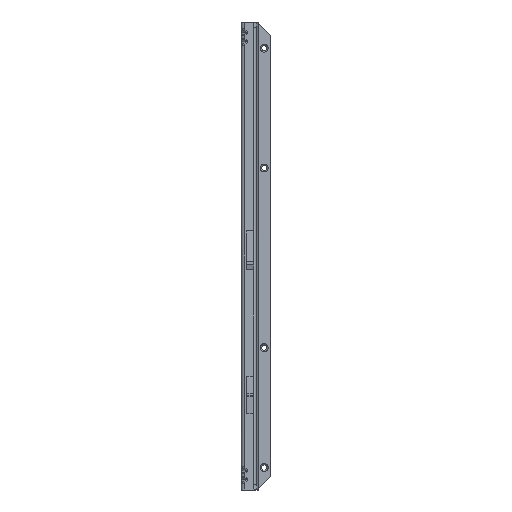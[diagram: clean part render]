
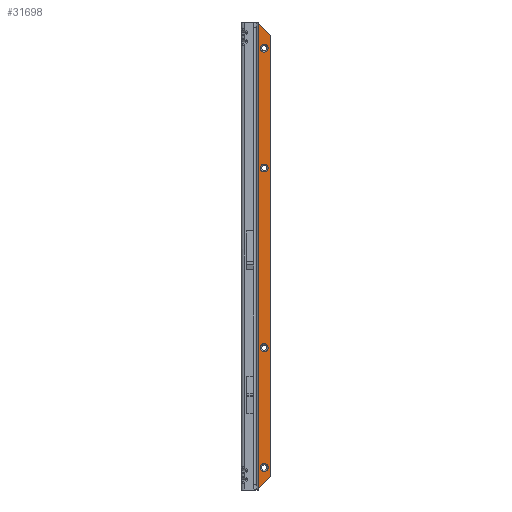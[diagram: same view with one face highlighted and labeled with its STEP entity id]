
A CAD part, front view. The second image highlights one B-rep face of the part: STEP entity #31698.
In plain terms, the highlighted planar face has unit normal (0, -1, 0).
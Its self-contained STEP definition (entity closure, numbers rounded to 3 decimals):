
#371 = CARTESIAN_POINT ( 'NONE',  ( 6.5, -1.5, -156. ) ) ;
#1266 = DIRECTION ( 'NONE',  ( -1., 0., 0. ) ) ;
#1835 = CARTESIAN_POINT ( 'NONE',  ( 6.5, -1.5, -28. ) ) ;
#2954 = DIRECTION ( 'NONE',  ( -0.707, 0., 0.707 ) ) ;
#3061 = VERTEX_POINT ( 'NONE', #54632 ) ;
#3818 = EDGE_CURVE ( 'NONE', #32370, #41966, #45091, .T. ) ;
#4568 = AXIS2_PLACEMENT_3D ( 'NONE', #1835, #18847, #1266 ) ;
#4784 = AXIS2_PLACEMENT_3D ( 'NONE', #34162, #55166, #8514 ) ;
#4878 = ORIENTED_EDGE ( 'NONE', *, *, #14889, .T. ) ;
#5604 = CARTESIAN_POINT ( 'NONE',  ( 6.5, -1.5, -348. ) ) ;
#6095 = DIRECTION ( 'NONE',  ( -1., 0., 0. ) ) ;
#6100 = AXIS2_PLACEMENT_3D ( 'NONE', #14483, #31515, #6095 ) ;
#8114 = LINE ( 'NONE', #25668, #49343 ) ;
#8394 = DIRECTION ( 'NONE',  ( 0., 1., 0. ) ) ;
#8464 = VERTEX_POINT ( 'NONE', #25432 ) ;
#8483 = EDGE_LOOP ( 'NONE', ( #51839, #19974 ) ) ;
#8514 = DIRECTION ( 'NONE',  ( -1., 0., 0. ) ) ;
#8646 = FACE_BOUND ( 'NONE', #47708, .T. ) ;
#8997 = CARTESIAN_POINT ( 'NONE',  ( 6.5, -1.5, -151.75 ) ) ;
#9150 = EDGE_CURVE ( 'NONE', #37874, #37351, #27502, .T. ) ;
#9389 = CARTESIAN_POINT ( 'NONE',  ( 6.5, -1.5, -23.75 ) ) ;
#9752 = VERTEX_POINT ( 'NONE', #9389 ) ;
#9970 = VECTOR ( 'NONE', #2954, 1000. ) ;
#11916 = EDGE_CURVE ( 'NONE', #14489, #9752, #25842, .T. ) ;
#13046 = EDGE_CURVE ( 'NONE', #9752, #14489, #31320, .T. ) ;
#13097 = FACE_BOUND ( 'NONE', #8483, .T. ) ;
#13210 = EDGE_CURVE ( 'NONE', #8464, #20945, #36650, .T. ) ;
#13235 = CARTESIAN_POINT ( 'NONE',  ( 0.5, -1.5, -498.742 ) ) ;
#14131 = EDGE_LOOP ( 'NONE', ( #4878, #24949 ) ) ;
#14483 = CARTESIAN_POINT ( 'NONE',  ( 6.5, -1.5, -476. ) ) ;
#14489 = VERTEX_POINT ( 'NONE', #28470 ) ;
#14889 = EDGE_CURVE ( 'NONE', #3061, #15528, #28861, .T. ) ;
#15129 = AXIS2_PLACEMENT_3D ( 'NONE', #38168, #51341, #21422 ) ;
#15140 = CARTESIAN_POINT ( 'NONE',  ( 13.5, -1.5, -485.742 ) ) ;
#15528 = VERTEX_POINT ( 'NONE', #45829 ) ;
#16844 = EDGE_CURVE ( 'NONE', #20945, #8464, #17958, .T. ) ;
#17015 = CARTESIAN_POINT ( 'NONE',  ( 0., -1.5, -500. ) ) ;
#17958 = CIRCLE ( 'NONE', #40324, 4.25 ) ;
#18346 = CARTESIAN_POINT ( 'NONE',  ( 0.121, -1.5, -499.121 ) ) ;
#18847 = DIRECTION ( 'NONE',  ( 0., 1., 0. ) ) ;
#18985 = CARTESIAN_POINT ( 'NONE',  ( 0.5, -1.5, -1.258 ) ) ;
#19974 = ORIENTED_EDGE ( 'NONE', *, *, #13210, .T. ) ;
#20374 = DIRECTION ( 'NONE',  ( -1., 0., 0. ) ) ;
#20945 = VERTEX_POINT ( 'NONE', #53171 ) ;
#21422 = DIRECTION ( 'NONE',  ( -1., 0., 0. ) ) ;
#21850 = VECTOR ( 'NONE', #53849, 1000. ) ;
#23067 = CARTESIAN_POINT ( 'NONE',  ( 6.5, -1.5, -160.25 ) ) ;
#23273 = AXIS2_PLACEMENT_3D ( 'NONE', #38857, #52284, #51190 ) ;
#23713 = AXIS2_PLACEMENT_3D ( 'NONE', #371, #51484, #24973 ) ;
#24949 = ORIENTED_EDGE ( 'NONE', *, *, #41437, .T. ) ;
#24973 = DIRECTION ( 'NONE',  ( -1., 0., 0. ) ) ;
#25176 = VERTEX_POINT ( 'NONE', #15140 ) ;
#25229 = ORIENTED_EDGE ( 'NONE', *, *, #9150, .T. ) ;
#25432 = CARTESIAN_POINT ( 'NONE',  ( 6.5, -1.5, -352.25 ) ) ;
#25668 = CARTESIAN_POINT ( 'NONE',  ( 0.5, -1.5, -500. ) ) ;
#25842 = CIRCLE ( 'NONE', #15129, 4.25 ) ;
#26137 = ORIENTED_EDGE ( 'NONE', *, *, #47622, .T. ) ;
#26546 = DIRECTION ( 'NONE',  ( 0., 1., 0. ) ) ;
#26705 = VECTOR ( 'NONE', #30632, 1000. ) ;
#27502 = LINE ( 'NONE', #41169, #9970 ) ;
#27974 = ORIENTED_EDGE ( 'NONE', *, *, #3818, .T. ) ;
#28040 = EDGE_LOOP ( 'NONE', ( #25229, #32203, #26137, #53292 ) ) ;
#28243 = CARTESIAN_POINT ( 'NONE',  ( 13.5, -1.5, -14.258 ) ) ;
#28470 = CARTESIAN_POINT ( 'NONE',  ( 6.5, -1.5, -32.25 ) ) ;
#28587 = EDGE_CURVE ( 'NONE', #25176, #37874, #35362, .T. ) ;
#28861 = CIRCLE ( 'NONE', #4784, 4.25 ) ;
#29197 = DIRECTION ( 'NONE',  ( -1., 0., 0. ) ) ;
#29593 = FACE_BOUND ( 'NONE', #39346, .T. ) ;
#29853 = DIRECTION ( 'NONE',  ( 0., 0., 1. ) ) ;
#30632 = DIRECTION ( 'NONE',  ( 0.707, 0., 0.707 ) ) ;
#31208 = CARTESIAN_POINT ( 'NONE',  ( 13.5, -1.5, 0. ) ) ;
#31320 = CIRCLE ( 'NONE', #4568, 4.25 ) ;
#31515 = DIRECTION ( 'NONE',  ( 0., 1., 0. ) ) ;
#31674 = EDGE_CURVE ( 'NONE', #52498, #37351, #8114, .T. ) ;
#31698 = ADVANCED_FACE ( 'NONE', ( #51391, #13097, #8646, #29593, #50305 ), #42685, .F. ) ;
#32203 = ORIENTED_EDGE ( 'NONE', *, *, #31674, .F. ) ;
#32370 = VERTEX_POINT ( 'NONE', #23067 ) ;
#33392 = ORIENTED_EDGE ( 'NONE', *, *, #47851, .T. ) ;
#34162 = CARTESIAN_POINT ( 'NONE',  ( 6.5, -1.5, -476. ) ) ;
#35169 = DIRECTION ( 'NONE',  ( -1., 0., 0. ) ) ;
#35362 = LINE ( 'NONE', #31208, #21850 ) ;
#35600 = AXIS2_PLACEMENT_3D ( 'NONE', #49904, #45986, #29197 ) ;
#36650 = CIRCLE ( 'NONE', #23273, 4.25 ) ;
#37351 = VERTEX_POINT ( 'NONE', #18985 ) ;
#37874 = VERTEX_POINT ( 'NONE', #28243 ) ;
#38168 = CARTESIAN_POINT ( 'NONE',  ( 6.5, -1.5, -28. ) ) ;
#38857 = CARTESIAN_POINT ( 'NONE',  ( 6.5, -1.5, -348. ) ) ;
#39346 = EDGE_LOOP ( 'NONE', ( #54914, #39488 ) ) ;
#39488 = ORIENTED_EDGE ( 'NONE', *, *, #11916, .T. ) ;
#40324 = AXIS2_PLACEMENT_3D ( 'NONE', #5604, #26546, #35169 ) ;
#41169 = CARTESIAN_POINT ( 'NONE',  ( 0.121, -1.5, -0.879 ) ) ;
#41437 = EDGE_CURVE ( 'NONE', #15528, #3061, #43546, .T. ) ;
#41966 = VERTEX_POINT ( 'NONE', #8997 ) ;
#42685 = PLANE ( 'NONE',  #44794 ) ;
#43204 = LINE ( 'NONE', #18346, #26705 ) ;
#43546 = CIRCLE ( 'NONE', #6100, 4.25 ) ;
#44794 = AXIS2_PLACEMENT_3D ( 'NONE', #17015, #8394, #20374 ) ;
#45091 = CIRCLE ( 'NONE', #23713, 4.25 ) ;
#45829 = CARTESIAN_POINT ( 'NONE',  ( 6.5, -1.5, -480.25 ) ) ;
#45986 = DIRECTION ( 'NONE',  ( 0., 1., 0. ) ) ;
#47622 = EDGE_CURVE ( 'NONE', #52498, #25176, #43204, .T. ) ;
#47708 = EDGE_LOOP ( 'NONE', ( #33392, #27974 ) ) ;
#47851 = EDGE_CURVE ( 'NONE', #41966, #32370, #52607, .T. ) ;
#49343 = VECTOR ( 'NONE', #29853, 1000. ) ;
#49904 = CARTESIAN_POINT ( 'NONE',  ( 6.5, -1.5, -156. ) ) ;
#50305 = FACE_OUTER_BOUND ( 'NONE', #28040, .T. ) ;
#51190 = DIRECTION ( 'NONE',  ( -1., 0., 0. ) ) ;
#51341 = DIRECTION ( 'NONE',  ( 0., 1., 0. ) ) ;
#51391 = FACE_BOUND ( 'NONE', #14131, .T. ) ;
#51484 = DIRECTION ( 'NONE',  ( 0., 1., 0. ) ) ;
#51839 = ORIENTED_EDGE ( 'NONE', *, *, #16844, .T. ) ;
#52284 = DIRECTION ( 'NONE',  ( 0., 1., 0. ) ) ;
#52498 = VERTEX_POINT ( 'NONE', #13235 ) ;
#52607 = CIRCLE ( 'NONE', #35600, 4.25 ) ;
#53171 = CARTESIAN_POINT ( 'NONE',  ( 6.5, -1.5, -343.75 ) ) ;
#53292 = ORIENTED_EDGE ( 'NONE', *, *, #28587, .T. ) ;
#53849 = DIRECTION ( 'NONE',  ( 0., 0., 1. ) ) ;
#54632 = CARTESIAN_POINT ( 'NONE',  ( 6.5, -1.5, -471.75 ) ) ;
#54914 = ORIENTED_EDGE ( 'NONE', *, *, #13046, .T. ) ;
#55166 = DIRECTION ( 'NONE',  ( 0., 1., 0. ) ) ;
